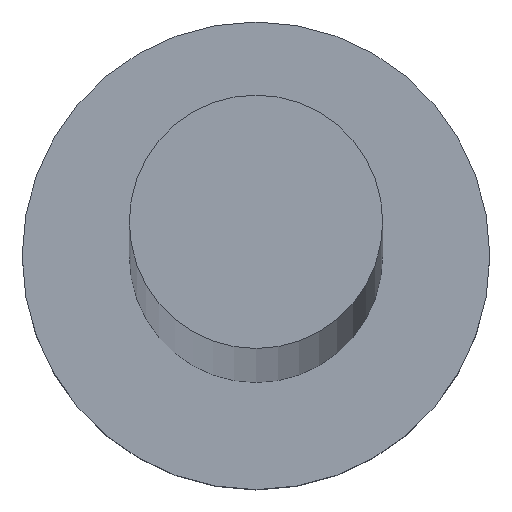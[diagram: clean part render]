
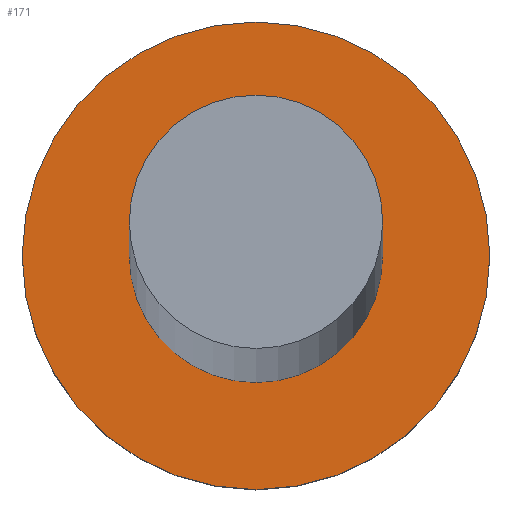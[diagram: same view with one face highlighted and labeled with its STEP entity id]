
A CAD part, top view. The second image highlights one B-rep face of the part: STEP entity #171.
In plain terms, the highlighted planar face has unit normal (0, 0, 1).
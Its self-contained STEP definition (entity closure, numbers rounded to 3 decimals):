
#4 = DIRECTION ( 'NONE',  ( 0., 0., 1. ) ) ;
#5 = CARTESIAN_POINT ( 'NONE',  ( -3.25, 0., 5. ) ) ;
#6 = VERTEX_POINT ( 'NONE', #51 ) ;
#39 = CIRCLE ( 'NONE', #70, 6. ) ;
#43 = EDGE_CURVE ( 'NONE', #219, #242, #203, .T. ) ;
#44 = FACE_OUTER_BOUND ( 'NONE', #133, .T. ) ;
#45 = DIRECTION ( 'NONE',  ( 1., 0., 0. ) ) ;
#46 = DIRECTION ( 'NONE',  ( 1., 0., 0. ) ) ;
#51 = CARTESIAN_POINT ( 'NONE',  ( -6., 0., 5. ) ) ;
#53 = CARTESIAN_POINT ( 'NONE',  ( 0., 0., 5. ) ) ;
#57 = DIRECTION ( 'NONE',  ( 1., 0., 0. ) ) ;
#58 = FACE_BOUND ( 'NONE', #198, .T. ) ;
#62 = DIRECTION ( 'NONE',  ( 1., 0., 0. ) ) ;
#70 = AXIS2_PLACEMENT_3D ( 'NONE', #99, #81, #45 ) ;
#76 = DIRECTION ( 'NONE',  ( 0., 0., 1. ) ) ;
#81 = DIRECTION ( 'NONE',  ( 0., 0., 1. ) ) ;
#88 = CIRCLE ( 'NONE', #253, 6. ) ;
#99 = CARTESIAN_POINT ( 'NONE',  ( 0., 0., 5. ) ) ;
#101 = DIRECTION ( 'NONE',  ( 1., 0., 0. ) ) ;
#104 = EDGE_CURVE ( 'NONE', #6, #241, #39, .T. ) ;
#113 = AXIS2_PLACEMENT_3D ( 'NONE', #212, #76, #46 ) ;
#118 = PLANE ( 'NONE',  #158 ) ;
#124 = CARTESIAN_POINT ( 'NONE',  ( 6., 0., 5. ) ) ;
#128 = ORIENTED_EDGE ( 'NONE', *, *, #200, .T. ) ;
#133 = EDGE_LOOP ( 'NONE', ( #168, #128 ) ) ;
#136 = DIRECTION ( 'NONE',  ( 0., 0., 1. ) ) ;
#158 = AXIS2_PLACEMENT_3D ( 'NONE', #211, #189, #101 ) ;
#164 = ORIENTED_EDGE ( 'NONE', *, *, #43, .F. ) ;
#168 = ORIENTED_EDGE ( 'NONE', *, *, #104, .T. ) ;
#171 = ADVANCED_FACE ( 'NONE', ( #58, #44 ), #118, .T. ) ;
#178 = CARTESIAN_POINT ( 'NONE',  ( 0., 0., 5. ) ) ;
#180 = ORIENTED_EDGE ( 'NONE', *, *, #193, .F. ) ;
#189 = DIRECTION ( 'NONE',  ( 0., 0., 1. ) ) ;
#193 = EDGE_CURVE ( 'NONE', #242, #219, #196, .T. ) ;
#196 = CIRCLE ( 'NONE', #113, 3.25 ) ;
#198 = EDGE_LOOP ( 'NONE', ( #180, #164 ) ) ;
#200 = EDGE_CURVE ( 'NONE', #241, #6, #88, .T. ) ;
#203 = CIRCLE ( 'NONE', #238, 3.25 ) ;
#211 = CARTESIAN_POINT ( 'NONE',  ( 0., 0., 5. ) ) ;
#212 = CARTESIAN_POINT ( 'NONE',  ( 0., 0., 5. ) ) ;
#219 = VERTEX_POINT ( 'NONE', #233 ) ;
#233 = CARTESIAN_POINT ( 'NONE',  ( 3.25, 0., 5. ) ) ;
#238 = AXIS2_PLACEMENT_3D ( 'NONE', #53, #136, #57 ) ;
#241 = VERTEX_POINT ( 'NONE', #124 ) ;
#242 = VERTEX_POINT ( 'NONE', #5 ) ;
#253 = AXIS2_PLACEMENT_3D ( 'NONE', #178, #4, #62 ) ;
